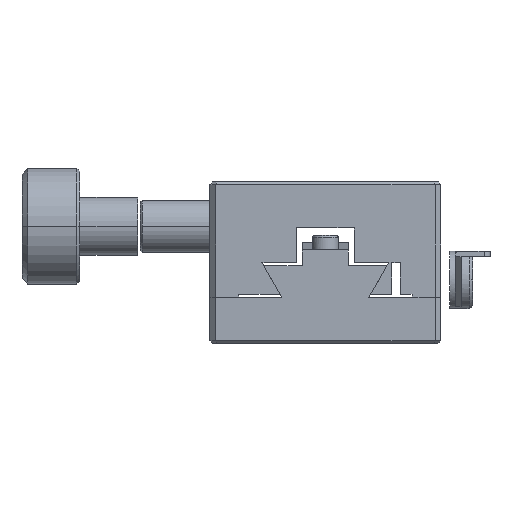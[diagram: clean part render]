
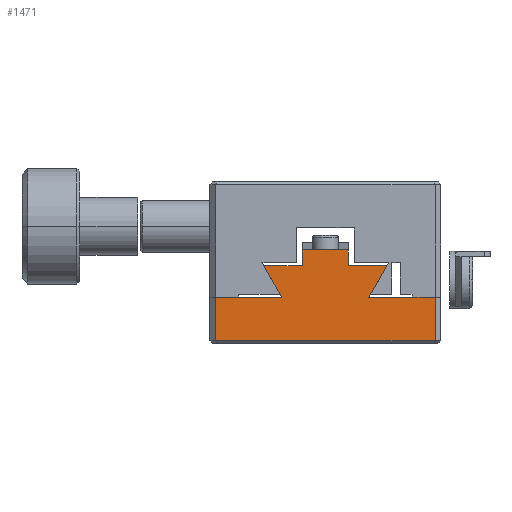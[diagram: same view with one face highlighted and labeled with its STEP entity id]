
A CAD part, front view. The second image highlights one B-rep face of the part: STEP entity #1471.
In plain terms, the highlighted planar face has unit normal (0, -1, 0).
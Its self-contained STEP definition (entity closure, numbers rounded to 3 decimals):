
#64 = CARTESIAN_POINT ( 'NONE',  ( -1., -200., 8.35 ) ) ;
#75 = VECTOR ( 'NONE', #5121, 1000. ) ;
#101 = CARTESIAN_POINT ( 'NONE',  ( -24., -200., 13.5 ) ) ;
#195 = DIRECTION ( 'NONE',  ( 0., 0., -1. ) ) ;
#211 = DIRECTION ( 'NONE',  ( 0.5, 0., -0.866 ) ) ;
#342 = CARTESIAN_POINT ( 'NONE',  ( -30.5, -200., 13.348 ) ) ;
#436 = VECTOR ( 'NONE', #8491, 1000. ) ;
#650 = VERTEX_POINT ( 'NONE', #13160 ) ;
#1162 = EDGE_LOOP ( 'NONE', ( #14913, #11571, #6453, #11819, #3053, #14207, #3741, #3160, #8998, #2672, #7959, #7946, #12865, #5085 ) ) ;
#1191 = VERTEX_POINT ( 'NONE', #6351 ) ;
#1203 = EDGE_CURVE ( 'NONE', #14060, #7320, #3197, .T. ) ;
#1471 = ADVANCED_FACE ( 'NONE', ( #13684 ), #2538, .T. ) ;
#1892 = EDGE_CURVE ( 'NONE', #3743, #11017, #3935, .T. ) ;
#1914 = DIRECTION ( 'NONE',  ( 0., 0., 1. ) ) ;
#2185 = CARTESIAN_POINT ( 'NONE',  ( -24., -200., 8.35 ) ) ;
#2278 = VERTEX_POINT ( 'NONE', #3760 ) ;
#2391 = CARTESIAN_POINT ( 'NONE',  ( -20., -200., 13.5 ) ) ;
#2448 = VECTOR ( 'NONE', #4082, 1000. ) ;
#2538 = PLANE ( 'NONE',  #10535 ) ;
#2575 = VECTOR ( 'NONE', #4223, 1000. ) ;
#2665 = EDGE_CURVE ( 'NONE', #2278, #5869, #10027, .T. ) ;
#2666 = VERTEX_POINT ( 'NONE', #4887 ) ;
#2672 = ORIENTED_EDGE ( 'NONE', *, *, #6152, .T. ) ;
#2875 = DIRECTION ( 'NONE',  ( -1., 0., 0. ) ) ;
#2990 = CARTESIAN_POINT ( 'NONE',  ( -9.5, -200., 13.196 ) ) ;
#3052 = EDGE_CURVE ( 'NONE', #650, #2666, #10776, .T. ) ;
#3053 = ORIENTED_EDGE ( 'NONE', *, *, #11822, .T. ) ;
#3160 = ORIENTED_EDGE ( 'NONE', *, *, #11151, .T. ) ;
#3197 = LINE ( 'NONE', #11705, #75 ) ;
#3356 = VECTOR ( 'NONE', #14106, 1000. ) ;
#3508 = CARTESIAN_POINT ( 'NONE',  ( -39., -200., 8. ) ) ;
#3741 = ORIENTED_EDGE ( 'NONE', *, *, #14872, .T. ) ;
#3743 = VERTEX_POINT ( 'NONE', #11290 ) ;
#3760 = CARTESIAN_POINT ( 'NONE',  ( -1., -200., 8. ) ) ;
#3935 = LINE ( 'NONE', #5887, #4231 ) ;
#4082 = DIRECTION ( 'NONE',  ( -1., 0., 0. ) ) ;
#4223 = DIRECTION ( 'NONE',  ( 0., 0., -1. ) ) ;
#4231 = VECTOR ( 'NONE', #6837, 1000. ) ;
#4748 = CARTESIAN_POINT ( 'NONE',  ( -9.5, -200., 13.348 ) ) ;
#4887 = CARTESIAN_POINT ( 'NONE',  ( -30.5, -200., 13.5 ) ) ;
#5085 = ORIENTED_EDGE ( 'NONE', *, *, #1203, .T. ) ;
#5121 = DIRECTION ( 'NONE',  ( -1., 0., 0. ) ) ;
#5263 = EDGE_CURVE ( 'NONE', #1191, #2278, #11225, .T. ) ;
#5275 = CARTESIAN_POINT ( 'NONE',  ( -16., -200., 8.35 ) ) ;
#5361 = CARTESIAN_POINT ( 'NONE',  ( -12.5, -200., 8. ) ) ;
#5523 = VECTOR ( 'NONE', #211, 1000. ) ;
#5532 = LINE ( 'NONE', #5275, #9921 ) ;
#5541 = CARTESIAN_POINT ( 'NONE',  ( -24., -200., 16.2 ) ) ;
#5612 = CARTESIAN_POINT ( 'NONE',  ( -20., -200., 8. ) ) ;
#5664 = EDGE_CURVE ( 'NONE', #1191, #9254, #10171, .T. ) ;
#5688 = DIRECTION ( 'NONE',  ( 0., -1., 0. ) ) ;
#5869 = VERTEX_POINT ( 'NONE', #7339 ) ;
#5887 = CARTESIAN_POINT ( 'NONE',  ( -20., -200., 16.2 ) ) ;
#6048 = CARTESIAN_POINT ( 'NONE',  ( -20., -200., 0.5 ) ) ;
#6152 = EDGE_CURVE ( 'NONE', #11017, #7461, #7580, .T. ) ;
#6237 = VERTEX_POINT ( 'NONE', #2990 ) ;
#6351 = CARTESIAN_POINT ( 'NONE',  ( -1., -200., 0.5 ) ) ;
#6453 = ORIENTED_EDGE ( 'NONE', *, *, #5263, .T. ) ;
#6639 = VECTOR ( 'NONE', #10497, 1000. ) ;
#6837 = DIRECTION ( 'NONE',  ( -1., 0., 0. ) ) ;
#7291 = CARTESIAN_POINT ( 'NONE',  ( -20., -200., 13.5 ) ) ;
#7320 = VERTEX_POINT ( 'NONE', #3508 ) ;
#7339 = CARTESIAN_POINT ( 'NONE',  ( -12.5, -200., 8. ) ) ;
#7427 = DIRECTION ( 'NONE',  ( 1., 0., 0. ) ) ;
#7461 = VERTEX_POINT ( 'NONE', #101 ) ;
#7580 = LINE ( 'NONE', #2185, #12071 ) ;
#7744 = CARTESIAN_POINT ( 'NONE',  ( -30.5, -200., 13.196 ) ) ;
#7946 = ORIENTED_EDGE ( 'NONE', *, *, #3052, .F. ) ;
#7959 = ORIENTED_EDGE ( 'NONE', *, *, #10904, .T. ) ;
#8395 = CARTESIAN_POINT ( 'NONE',  ( -39., -200., 0.5 ) ) ;
#8491 = DIRECTION ( 'NONE',  ( -1., 0., 0. ) ) ;
#8796 = VERTEX_POINT ( 'NONE', #14053 ) ;
#8905 = LINE ( 'NONE', #4748, #10170 ) ;
#8998 = ORIENTED_EDGE ( 'NONE', *, *, #1892, .T. ) ;
#9202 = CARTESIAN_POINT ( 'NONE',  ( -16., -200., 13.5 ) ) ;
#9254 = VERTEX_POINT ( 'NONE', #10919 ) ;
#9584 = EDGE_CURVE ( 'NONE', #650, #14060, #13024, .T. ) ;
#9585 = LINE ( 'NONE', #13691, #2575 ) ;
#9921 = VECTOR ( 'NONE', #1914, 1000. ) ;
#10017 = LINE ( 'NONE', #5361, #10741 ) ;
#10027 = LINE ( 'NONE', #5612, #3356 ) ;
#10045 = DIRECTION ( 'NONE',  ( 0., 0., 1. ) ) ;
#10170 = VECTOR ( 'NONE', #195, 1000. ) ;
#10171 = LINE ( 'NONE', #6048, #12560 ) ;
#10497 = DIRECTION ( 'NONE',  ( 0., 0., 1. ) ) ;
#10498 = CARTESIAN_POINT ( 'NONE',  ( -27.5, -200., 8. ) ) ;
#10533 = EDGE_CURVE ( 'NONE', #8796, #6237, #8905, .T. ) ;
#10535 = AXIS2_PLACEMENT_3D ( 'NONE', #8395, #5688, #7427 ) ;
#10741 = VECTOR ( 'NONE', #13157, 1000. ) ;
#10776 = LINE ( 'NONE', #342, #12317 ) ;
#10904 = EDGE_CURVE ( 'NONE', #7461, #2666, #14019, .T. ) ;
#10919 = CARTESIAN_POINT ( 'NONE',  ( -39., -200., 0.5 ) ) ;
#11017 = VERTEX_POINT ( 'NONE', #5541 ) ;
#11151 = EDGE_CURVE ( 'NONE', #11366, #3743, #5532, .T. ) ;
#11225 = LINE ( 'NONE', #64, #6639 ) ;
#11290 = CARTESIAN_POINT ( 'NONE',  ( -16., -200., 16.2 ) ) ;
#11366 = VERTEX_POINT ( 'NONE', #9202 ) ;
#11571 = ORIENTED_EDGE ( 'NONE', *, *, #5664, .F. ) ;
#11705 = CARTESIAN_POINT ( 'NONE',  ( -20., -200., 8. ) ) ;
#11819 = ORIENTED_EDGE ( 'NONE', *, *, #2665, .T. ) ;
#11822 = EDGE_CURVE ( 'NONE', #5869, #6237, #10017, .T. ) ;
#12071 = VECTOR ( 'NONE', #12623, 1000. ) ;
#12317 = VECTOR ( 'NONE', #10045, 1000. ) ;
#12560 = VECTOR ( 'NONE', #2875, 1000. ) ;
#12623 = DIRECTION ( 'NONE',  ( 0., 0., -1. ) ) ;
#12865 = ORIENTED_EDGE ( 'NONE', *, *, #9584, .T. ) ;
#13024 = LINE ( 'NONE', #7744, #5523 ) ;
#13157 = DIRECTION ( 'NONE',  ( 0.5, 0., 0.866 ) ) ;
#13160 = CARTESIAN_POINT ( 'NONE',  ( -30.5, -200., 13.196 ) ) ;
#13684 = FACE_OUTER_BOUND ( 'NONE', #1162, .T. ) ;
#13691 = CARTESIAN_POINT ( 'NONE',  ( -39., -200., 8.35 ) ) ;
#14019 = LINE ( 'NONE', #2391, #436 ) ;
#14053 = CARTESIAN_POINT ( 'NONE',  ( -9.5, -200., 13.5 ) ) ;
#14060 = VERTEX_POINT ( 'NONE', #10498 ) ;
#14106 = DIRECTION ( 'NONE',  ( -1., 0., 0. ) ) ;
#14207 = ORIENTED_EDGE ( 'NONE', *, *, #10533, .F. ) ;
#14361 = EDGE_CURVE ( 'NONE', #7320, #9254, #9585, .T. ) ;
#14732 = LINE ( 'NONE', #7291, #2448 ) ;
#14872 = EDGE_CURVE ( 'NONE', #8796, #11366, #14732, .T. ) ;
#14913 = ORIENTED_EDGE ( 'NONE', *, *, #14361, .T. ) ;
